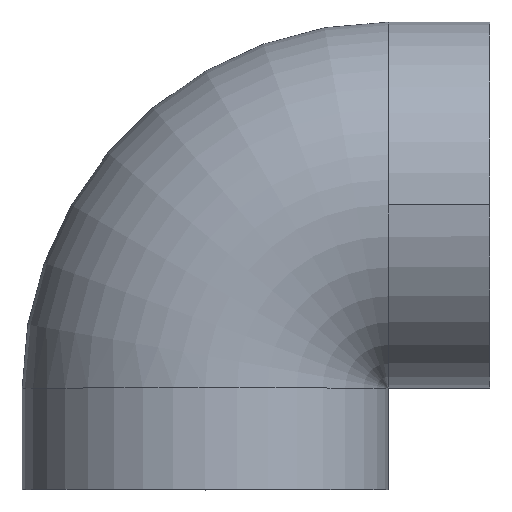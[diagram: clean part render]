
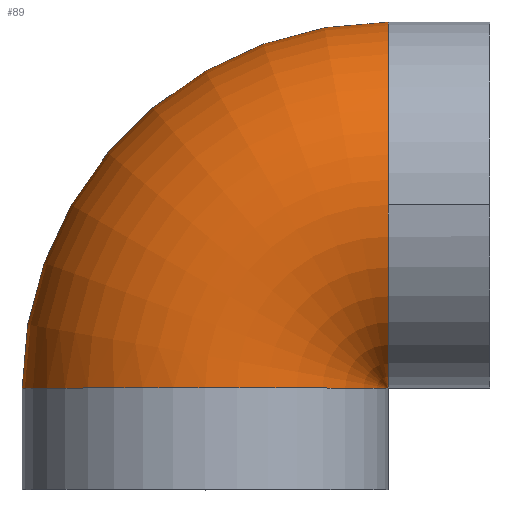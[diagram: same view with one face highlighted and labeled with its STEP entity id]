
A CAD part, top view. The second image highlights one B-rep face of the part: STEP entity #89.
In plain terms, the highlighted toroidal (fillet/blend) face has major radius 40.51 mm and minor radius 40.5 mm.
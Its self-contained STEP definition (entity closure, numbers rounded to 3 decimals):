
#89 = ADVANCED_FACE( '', ( #125 ), #126, .T. );
#125 = FACE_OUTER_BOUND( '', #165, .T. );
#126 = TOROIDAL_SURFACE( '', #166, 40.51, 40.5 );
#165 = EDGE_LOOP( '', ( #279, #280, #281, #282, #283, #284 ) );
#166 = AXIS2_PLACEMENT_3D( '', #285, #286, #287 );
#279 = ORIENTED_EDGE( '', *, *, #308, .T. );
#280 = ORIENTED_EDGE( '', *, *, #345, .F. );
#281 = ORIENTED_EDGE( '', *, *, #312, .T. );
#282 = ORIENTED_EDGE( '', *, *, #346, .F. );
#283 = ORIENTED_EDGE( '', *, *, #341, .T. );
#284 = ORIENTED_EDGE( '', *, *, #344, .T. );
#285 = CARTESIAN_POINT( '', ( 40.51, -5.55, 0. ) );
#286 = DIRECTION( '', ( 0., 0., 1. ) );
#287 = DIRECTION( '', ( 1., 0., 0. ) );
#308 = EDGE_CURVE( '', #348, #349, #350, .T. );
#312 = EDGE_CURVE( '', #357, #355, #358, .T. );
#341 = EDGE_CURVE( '', #406, #404, #407, .T. );
#344 = EDGE_CURVE( '', #404, #348, #410, .T. );
#345 = EDGE_CURVE( '', #357, #349, #411, .T. );
#346 = EDGE_CURVE( '', #406, #355, #412, .T. );
#348 = VERTEX_POINT( '', #414 );
#349 = VERTEX_POINT( '', #415 );
#350 = CIRCLE( '', #416, 81.01 );
#355 = VERTEX_POINT( '', #489 );
#357 = VERTEX_POINT( '', #491 );
#358 = CIRCLE( '', #492, 0.01 );
#404 = VERTEX_POINT( '', #806 );
#406 = VERTEX_POINT( '', #808 );
#407 = B_SPLINE_CURVE_WITH_KNOTS( '', 3, ( #809, #810, #811, #812 ), .UNSPECIFIED., .F., .F., ( 4, 4 ), ( -0.01, 0. ), .UNSPECIFIED. );
#410 = B_SPLINE_CURVE_WITH_KNOTS( '', 3, ( #815, #816, #817, #818, #819, #820, #821, #822, #823, #824, #825, #826, #827, #828, #829, #830, #831, #832, #833, #834, #835, #836, #837, #838, #839, #840, #841, #842, #843, #844, #845, #846, #847, #848, #849, #850, #851, #852, #853, #854, #855, #856, #857, #858, #859, #860, #861, #862, #863, #864, #865, #866, #867, #868, #869, #870, #871, #872, #873, #874, #875, #876, #877, #878, #879, #880 ), .UNSPECIFIED., .F., .F., ( 4, 2, 2, 2, 2, 2, 2, 2, 2, 2, 2, 2, 2, 2, 2, 2, 2, 2, 2, 2, 2, 2, 2, 2, 2, 2, 2, 2, 2, 2, 2, 2, 4 ), ( 59.986, 63.715, 67.463, 71.212, 74.961, 78.709, 82.458, 86.207, 89.955, 93.704, 97.453, 101.202, 104.95, 108.699, 112.448, 116.196, 119.945, 123.694, 127.442, 131.191, 134.94, 138.688, 142.437, 146.186, 149.934, 153.683, 157.432, 161.181, 164.929, 168.678, 172.427, 176.175, 179.904 ), .UNSPECIFIED. );
#411 = CIRCLE( '', #881, 40.5 );
#412 = CIRCLE( '', #882, 40.5 );
#414 = CARTESIAN_POINT( '', ( 40.5, 75.46, 0. ) );
#415 = CARTESIAN_POINT( '', ( -40.5, -5.55, 0. ) );
#416 = AXIS2_PLACEMENT_3D( '', #884, #885, #886 );
#489 = CARTESIAN_POINT( '', ( 40.51, -5.54, 0. ) );
#491 = CARTESIAN_POINT( '', ( 40.5, -5.55, 0. ) );
#492 = AXIS2_PLACEMENT_3D( '', #890, #891, #892 );
#806 = CARTESIAN_POINT( '', ( 40.5, 34.98, 40.5 ) );
#808 = CARTESIAN_POINT( '', ( 40.51, 34.98, 40.5 ) );
#809 = CARTESIAN_POINT( '', ( 40.51, 34.98, 40.5 ) );
#810 = CARTESIAN_POINT( '', ( 40.507, 34.98, 40.5 ) );
#811 = CARTESIAN_POINT( '', ( 40.503, 34.98, 40.5 ) );
#812 = CARTESIAN_POINT( '', ( 40.5, 34.98, 40.5 ) );
#815 = CARTESIAN_POINT( '', ( 40.5, 34.98, 40.5 ) );
#816 = CARTESIAN_POINT( '', ( 40.5, 36.224, 40.499 ) );
#817 = CARTESIAN_POINT( '', ( 40.5, 37.524, 40.441 ) );
#818 = CARTESIAN_POINT( '', ( 40.5, 40.175, 40.185 ) );
#819 = CARTESIAN_POINT( '', ( 40.5, 41.525, 39.988 ) );
#820 = CARTESIAN_POINT( '', ( 40.5, 44.197, 39.456 ) );
#821 = CARTESIAN_POINT( '', ( 40.5, 45.521, 39.122 ) );
#822 = CARTESIAN_POINT( '', ( 40.5, 48.074, 38.341 ) );
#823 = CARTESIAN_POINT( '', ( 40.5, 49.304, 37.895 ) );
#824 = CARTESIAN_POINT( '', ( 40.5, 51.613, 36.939 ) );
#825 = CARTESIAN_POINT( '', ( 40.5, 52.799, 36.384 ) );
#826 = CARTESIAN_POINT( '', ( 40.5, 55.156, 35.131 ) );
#827 = CARTESIAN_POINT( '', ( 40.5, 56.328, 34.431 ) );
#828 = CARTESIAN_POINT( '', ( 40.5, 58.593, 32.918 ) );
#829 = CARTESIAN_POINT( '', ( 40.5, 59.688, 32.102 ) );
#830 = CARTESIAN_POINT( '', ( 40.5, 61.748, 30.404 ) );
#831 = CARTESIAN_POINT( '', ( 40.5, 62.714, 29.521 ) );
#832 = CARTESIAN_POINT( '', ( 40.5, 64.481, 27.754 ) );
#833 = CARTESIAN_POINT( '', ( 40.5, 65.364, 26.788 ) );
#834 = CARTESIAN_POINT( '', ( 40.5, 67.062, 24.728 ) );
#835 = CARTESIAN_POINT( '', ( 40.5, 67.878, 23.633 ) );
#836 = CARTESIAN_POINT( '', ( 40.5, 69.391, 21.368 ) );
#837 = CARTESIAN_POINT( '', ( 40.5, 70.091, 20.196 ) );
#838 = CARTESIAN_POINT( '', ( 40.5, 71.344, 17.839 ) );
#839 = CARTESIAN_POINT( '', ( 40.5, 71.899, 16.653 ) );
#840 = CARTESIAN_POINT( '', ( 40.5, 72.855, 14.344 ) );
#841 = CARTESIAN_POINT( '', ( 40.5, 73.301, 13.114 ) );
#842 = CARTESIAN_POINT( '', ( 40.5, 74.082, 10.561 ) );
#843 = CARTESIAN_POINT( '', ( 40.5, 74.416, 9.237 ) );
#844 = CARTESIAN_POINT( '', ( 40.5, 74.948, 6.565 ) );
#845 = CARTESIAN_POINT( '', ( 40.5, 75.145, 5.215 ) );
#846 = CARTESIAN_POINT( '', ( 40.5, 75.401, 2.557 ) );
#847 = CARTESIAN_POINT( '', ( 40.5, 75.46, 1.25 ) );
#848 = CARTESIAN_POINT( '', ( 40.5, 75.46, -1.25 ) );
#849 = CARTESIAN_POINT( '', ( 40.5, 75.401, -2.557 ) );
#850 = CARTESIAN_POINT( '', ( 40.5, 75.145, -5.215 ) );
#851 = CARTESIAN_POINT( '', ( 40.5, 74.948, -6.565 ) );
#852 = CARTESIAN_POINT( '', ( 40.5, 74.416, -9.237 ) );
#853 = CARTESIAN_POINT( '', ( 40.5, 74.082, -10.561 ) );
#854 = CARTESIAN_POINT( '', ( 40.5, 73.301, -13.114 ) );
#855 = CARTESIAN_POINT( '', ( 40.5, 72.855, -14.344 ) );
#856 = CARTESIAN_POINT( '', ( 40.5, 71.899, -16.653 ) );
#857 = CARTESIAN_POINT( '', ( 40.5, 71.344, -17.839 ) );
#858 = CARTESIAN_POINT( '', ( 40.5, 70.091, -20.196 ) );
#859 = CARTESIAN_POINT( '', ( 40.5, 69.391, -21.368 ) );
#860 = CARTESIAN_POINT( '', ( 40.5, 67.878, -23.633 ) );
#861 = CARTESIAN_POINT( '', ( 40.5, 67.062, -24.728 ) );
#862 = CARTESIAN_POINT( '', ( 40.5, 65.364, -26.788 ) );
#863 = CARTESIAN_POINT( '', ( 40.5, 64.481, -27.754 ) );
#864 = CARTESIAN_POINT( '', ( 40.5, 62.714, -29.521 ) );
#865 = CARTESIAN_POINT( '', ( 40.5, 61.748, -30.404 ) );
#866 = CARTESIAN_POINT( '', ( 40.5, 59.688, -32.102 ) );
#867 = CARTESIAN_POINT( '', ( 40.5, 58.593, -32.918 ) );
#868 = CARTESIAN_POINT( '', ( 40.5, 56.328, -34.431 ) );
#869 = CARTESIAN_POINT( '', ( 40.5, 55.156, -35.131 ) );
#870 = CARTESIAN_POINT( '', ( 40.5, 52.799, -36.384 ) );
#871 = CARTESIAN_POINT( '', ( 40.5, 51.613, -36.939 ) );
#872 = CARTESIAN_POINT( '', ( 40.5, 49.304, -37.895 ) );
#873 = CARTESIAN_POINT( '', ( 40.5, 48.074, -38.341 ) );
#874 = CARTESIAN_POINT( '', ( 40.5, 45.521, -39.122 ) );
#875 = CARTESIAN_POINT( '', ( 40.5, 44.197, -39.456 ) );
#876 = CARTESIAN_POINT( '', ( 40.5, 41.525, -39.988 ) );
#877 = CARTESIAN_POINT( '', ( 40.5, 40.175, -40.185 ) );
#878 = CARTESIAN_POINT( '', ( 40.5, 37.524, -40.441 ) );
#879 = CARTESIAN_POINT( '', ( 40.5, 36.224, -40.499 ) );
#880 = CARTESIAN_POINT( '', ( 40.5, 34.98, -40.5 ) );
#881 = AXIS2_PLACEMENT_3D( '', #955, #956, #957 );
#882 = AXIS2_PLACEMENT_3D( '', #958, #959, #960 );
#884 = CARTESIAN_POINT( '', ( 40.51, -5.55, 0. ) );
#885 = DIRECTION( '', ( 0., 0., 1. ) );
#886 = DIRECTION( '', ( 1., 0., 0. ) );
#890 = CARTESIAN_POINT( '', ( 40.51, -5.55, 0. ) );
#891 = DIRECTION( '', ( 0., 0., -1. ) );
#892 = DIRECTION( '', ( 1., 0., 0. ) );
#955 = CARTESIAN_POINT( '', ( 0., -5.55, 0. ) );
#956 = DIRECTION( '', ( 0., -1., 0. ) );
#957 = DIRECTION( '', ( 1., 0., 0. ) );
#958 = CARTESIAN_POINT( '', ( 40.51, 34.96, 0. ) );
#959 = DIRECTION( '', ( 1., 0., 0. ) );
#960 = DIRECTION( '', ( 0., -1., 0. ) );
